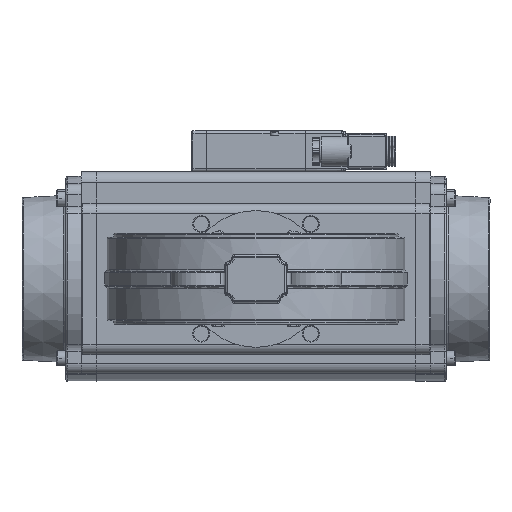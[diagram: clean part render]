
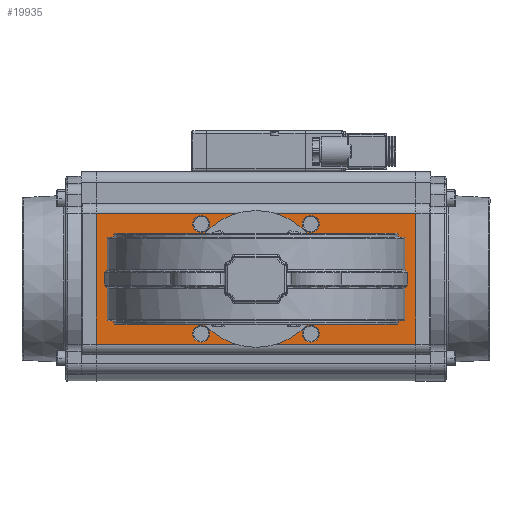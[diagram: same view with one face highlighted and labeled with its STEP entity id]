
A CAD part, front view. The second image highlights one B-rep face of the part: STEP entity #19935.
In plain terms, the highlighted planar face has unit normal (0, -1, 0).
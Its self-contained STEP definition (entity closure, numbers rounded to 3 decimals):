
#354=FACE_BOUND('',#3430,.T.);
#355=FACE_BOUND('',#3431,.T.);
#356=FACE_BOUND('',#3432,.T.);
#357=FACE_BOUND('',#3433,.T.);
#358=FACE_BOUND('',#3434,.T.);
#359=FACE_BOUND('',#3435,.T.);
#360=FACE_BOUND('',#3436,.T.);
#361=FACE_BOUND('',#3437,.T.);
#362=FACE_BOUND('',#3438,.T.);
#1012=PLANE('',#22194);
#2189=FACE_OUTER_BOUND('',#3429,.T.);
#3429=EDGE_LOOP('',(#16209,#16210,#16211,#16212));
#3430=EDGE_LOOP('',(#16213));
#3431=EDGE_LOOP('',(#16214));
#3432=EDGE_LOOP('',(#16215));
#3433=EDGE_LOOP('',(#16216));
#3434=EDGE_LOOP('',(#16217));
#3435=EDGE_LOOP('',(#16218));
#3436=EDGE_LOOP('',(#16219));
#3437=EDGE_LOOP('',(#16220));
#3438=EDGE_LOOP('',(#16221));
#4645=LINE('',#35885,#5896);
#4667=LINE('',#35944,#5918);
#4675=LINE('',#35972,#5926);
#4677=LINE('',#35977,#5928);
#5896=VECTOR('',#27110,10.);
#5918=VECTOR('',#27178,10.);
#5926=VECTOR('',#27206,10.);
#5928=VECTOR('',#27212,10.);
#7278=CIRCLE('',#22195,4.5);
#7279=CIRCLE('',#22196,4.5);
#7280=CIRCLE('',#22197,4.5);
#7281=CIRCLE('',#22198,5.5);
#7282=CIRCLE('',#22199,23.5);
#7283=CIRCLE('',#22200,4.5);
#7284=CIRCLE('',#22201,5.5);
#7285=CIRCLE('',#22202,5.5);
#7286=CIRCLE('',#22203,5.5);
#8817=VERTEX_POINT('',#35882);
#8818=VERTEX_POINT('',#35884);
#8832=VERTEX_POINT('',#35942);
#8842=VERTEX_POINT('',#35971);
#8844=VERTEX_POINT('',#35978);
#8845=VERTEX_POINT('',#35980);
#8846=VERTEX_POINT('',#35982);
#8847=VERTEX_POINT('',#35984);
#8848=VERTEX_POINT('',#35986);
#8849=VERTEX_POINT('',#35988);
#8850=VERTEX_POINT('',#35990);
#8851=VERTEX_POINT('',#35992);
#8852=VERTEX_POINT('',#35994);
#11337=EDGE_CURVE('',#8817,#8818,#4645,.T.);
#11366=EDGE_CURVE('',#8832,#8817,#4667,.T.);
#11380=EDGE_CURVE('',#8818,#8842,#4675,.T.);
#11383=EDGE_CURVE('',#8842,#8832,#4677,.T.);
#11384=EDGE_CURVE('',#8844,#8844,#7278,.T.);
#11385=EDGE_CURVE('',#8845,#8845,#7279,.T.);
#11386=EDGE_CURVE('',#8846,#8846,#7280,.T.);
#11387=EDGE_CURVE('',#8847,#8847,#7281,.T.);
#11388=EDGE_CURVE('',#8848,#8848,#7282,.T.);
#11389=EDGE_CURVE('',#8849,#8849,#7283,.T.);
#11390=EDGE_CURVE('',#8850,#8850,#7284,.T.);
#11391=EDGE_CURVE('',#8851,#8851,#7285,.T.);
#11392=EDGE_CURVE('',#8852,#8852,#7286,.T.);
#16209=ORIENTED_EDGE('',*,*,#11366,.F.);
#16210=ORIENTED_EDGE('',*,*,#11383,.F.);
#16211=ORIENTED_EDGE('',*,*,#11380,.F.);
#16212=ORIENTED_EDGE('',*,*,#11337,.F.);
#16213=ORIENTED_EDGE('',*,*,#11384,.F.);
#16214=ORIENTED_EDGE('',*,*,#11385,.F.);
#16215=ORIENTED_EDGE('',*,*,#11386,.F.);
#16216=ORIENTED_EDGE('',*,*,#11387,.F.);
#16217=ORIENTED_EDGE('',*,*,#11388,.T.);
#16218=ORIENTED_EDGE('',*,*,#11389,.F.);
#16219=ORIENTED_EDGE('',*,*,#11390,.F.);
#16220=ORIENTED_EDGE('',*,*,#11391,.F.);
#16221=ORIENTED_EDGE('',*,*,#11392,.F.);
#19935=ADVANCED_FACE('',(#2189,#354,#355,#356,#357,#358,#359,#360,#361,
#362),#1012,.T.);
#22194=AXIS2_PLACEMENT_3D('',#35976,#27210,#27211);
#22195=AXIS2_PLACEMENT_3D('',#35979,#27213,#27214);
#22196=AXIS2_PLACEMENT_3D('',#35981,#27215,#27216);
#22197=AXIS2_PLACEMENT_3D('',#35983,#27217,#27218);
#22198=AXIS2_PLACEMENT_3D('',#35985,#27219,#27220);
#22199=AXIS2_PLACEMENT_3D('',#35987,#27221,#27222);
#22200=AXIS2_PLACEMENT_3D('',#35989,#27223,#27224);
#22201=AXIS2_PLACEMENT_3D('',#35991,#27225,#27226);
#22202=AXIS2_PLACEMENT_3D('',#35993,#27227,#27228);
#22203=AXIS2_PLACEMENT_3D('',#35995,#27229,#27230);
#27110=DIRECTION('',(-1.,0.,0.));
#27178=DIRECTION('',(0.,0.,-1.));
#27206=DIRECTION('',(0.,0.,1.));
#27210=DIRECTION('center_axis',(0.,-1.,0.));
#27211=DIRECTION('ref_axis',(1.,0.,0.));
#27212=DIRECTION('',(1.,0.,0.));
#27213=DIRECTION('center_axis',(0.,-1.,0.));
#27214=DIRECTION('ref_axis',(-1.,0.,0.));
#27215=DIRECTION('center_axis',(0.,-1.,0.));
#27216=DIRECTION('ref_axis',(-1.,0.,0.));
#27217=DIRECTION('center_axis',(0.,-1.,0.));
#27218=DIRECTION('ref_axis',(-1.,0.,0.));
#27219=DIRECTION('center_axis',(0.,-1.,0.));
#27220=DIRECTION('ref_axis',(-1.,0.,0.));
#27221=DIRECTION('center_axis',(0.,1.,0.));
#27222=DIRECTION('ref_axis',(1.,0.,0.));
#27223=DIRECTION('center_axis',(0.,-1.,0.));
#27224=DIRECTION('ref_axis',(-1.,0.,0.));
#27225=DIRECTION('center_axis',(0.,-1.,0.));
#27226=DIRECTION('ref_axis',(-1.,0.,0.));
#27227=DIRECTION('center_axis',(0.,-1.,0.));
#27228=DIRECTION('ref_axis',(-1.,0.,0.));
#27229=DIRECTION('center_axis',(0.,-1.,0.));
#27230=DIRECTION('ref_axis',(-1.,0.,0.));
#35882=CARTESIAN_POINT('',(42.853,-79.5,-105.));
#35884=CARTESIAN_POINT('',(-42.853,-79.5,-105.));
#35885=CARTESIAN_POINT('',(-49.853,-79.5,-105.));
#35942=CARTESIAN_POINT('',(42.853,-79.5,105.));
#35944=CARTESIAN_POINT('',(42.853,-79.5,0.));
#35971=CARTESIAN_POINT('',(-42.853,-79.5,105.));
#35972=CARTESIAN_POINT('',(-42.853,-79.5,0.));
#35976=CARTESIAN_POINT('Origin',(-49.853,-79.5,0.));
#35977=CARTESIAN_POINT('',(-49.853,-79.5,105.));
#35978=CARTESIAN_POINT('',(-20.249,-79.5,24.749));
#35979=CARTESIAN_POINT('Origin',(-24.749,-79.5,24.749));
#35980=CARTESIAN_POINT('',(-20.249,-79.5,-24.749));
#35981=CARTESIAN_POINT('Origin',(-24.749,-79.5,-24.749));
#35982=CARTESIAN_POINT('',(29.249,-79.5,-24.749));
#35983=CARTESIAN_POINT('Origin',(24.749,-79.5,-24.749));
#35984=CARTESIAN_POINT('',(41.562,-79.5,36.062));
#35985=CARTESIAN_POINT('Origin',(36.062,-79.5,36.062));
#35986=CARTESIAN_POINT('',(-23.5,-79.5,0.));
#35987=CARTESIAN_POINT('Origin',(0.,-79.5,0.));
#35988=CARTESIAN_POINT('',(29.249,-79.5,24.749));
#35989=CARTESIAN_POINT('Origin',(24.749,-79.5,24.749));
#35990=CARTESIAN_POINT('',(41.562,-79.5,-36.062));
#35991=CARTESIAN_POINT('Origin',(36.062,-79.5,-36.062));
#35992=CARTESIAN_POINT('',(-30.562,-79.5,-36.062));
#35993=CARTESIAN_POINT('Origin',(-36.062,-79.5,-36.062));
#35994=CARTESIAN_POINT('',(-30.562,-79.5,36.062));
#35995=CARTESIAN_POINT('Origin',(-36.062,-79.5,36.062));
